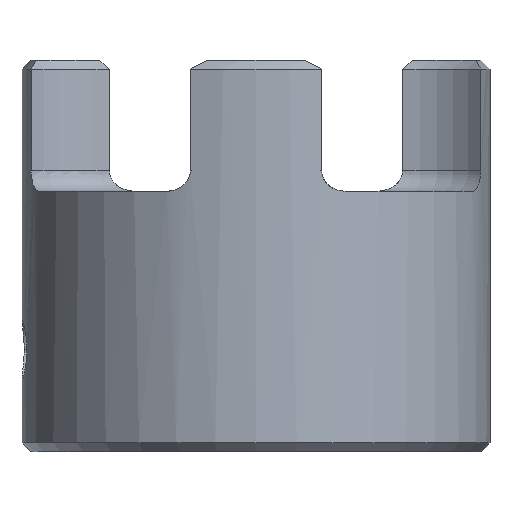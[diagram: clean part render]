
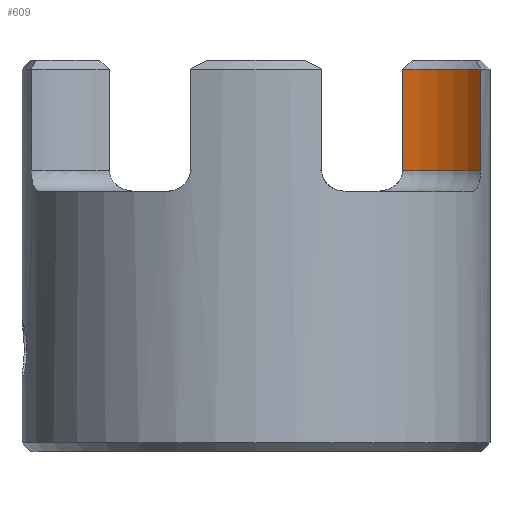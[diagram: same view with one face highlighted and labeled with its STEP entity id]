
A CAD part, front view. The second image highlights one B-rep face of the part: STEP entity #609.
In plain terms, the highlighted cylindrical face has radius 13.259 mm (diameter 26.518 mm), a partial arc.
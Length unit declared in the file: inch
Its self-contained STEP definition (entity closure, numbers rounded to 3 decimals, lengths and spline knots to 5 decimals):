
#112 = CARTESIAN_POINT ( 'NONE',  ( 0.636, -0.636, 1.29875 ) ) ;
#113 = DIRECTION ( 'NONE',  ( 0., 0., -1. ) ) ;
#116 = DIRECTION ( 'NONE',  ( 0., 0., -1. ) ) ;
#194 = CARTESIAN_POINT ( 'NONE',  ( 0.6772, -0.11563, 1.29875 ) ) ;
#222 = CARTESIAN_POINT ( 'NONE',  ( 0.636, -0.636, 1.81 ) ) ;
#267 = LINE ( 'NONE', #3033, #2796 ) ;
#339 = VERTEX_POINT ( 'NONE', #2035 ) ;
#348 = DIRECTION ( 'NONE',  ( 1., 0., 0. ) ) ;
#349 = CARTESIAN_POINT ( 'NONE',  ( 1.03891, -0.30411, 1.77 ) ) ;
#454 = EDGE_CURVE ( 'NONE', #2617, #2898, #1196, .T. ) ;
#493 = VECTOR ( 'NONE', #113, 39.37008 ) ;
#609 = ADVANCED_FACE ( 'NONE', ( #2966 ), #1551, .F. ) ;
#781 = AXIS2_PLACEMENT_3D ( 'NONE', #1268, #2948, #1525 ) ;
#898 = ORIENTED_EDGE ( 'NONE', *, *, #454, .T. ) ;
#962 = DIRECTION ( 'NONE',  ( -1., 0., 0. ) ) ;
#1193 = EDGE_CURVE ( 'NONE', #2918, #339, #1858, .T. ) ;
#1196 = CIRCLE ( 'NONE', #1248, 0.522 ) ;
#1248 = AXIS2_PLACEMENT_3D ( 'NONE', #112, #1840, #348 ) ;
#1268 = CARTESIAN_POINT ( 'NONE',  ( 0.636, -0.636, 1.77 ) ) ;
#1356 = ORIENTED_EDGE ( 'NONE', *, *, #1727, .F. ) ;
#1358 = CARTESIAN_POINT ( 'NONE',  ( 0.6772, -0.11563, 1.81 ) ) ;
#1458 = DIRECTION ( 'NONE',  ( 0., 0., -1. ) ) ;
#1510 = ORIENTED_EDGE ( 'NONE', *, *, #2834, .T. ) ;
#1525 = DIRECTION ( 'NONE',  ( 1., 0., 0. ) ) ;
#1551 = CYLINDRICAL_SURFACE ( 'NONE', #2852, 0.522 ) ;
#1727 = EDGE_CURVE ( 'NONE', #2918, #2898, #267, .T. ) ;
#1840 = DIRECTION ( 'NONE',  ( 0., 0., -1. ) ) ;
#1858 = CIRCLE ( 'NONE', #781, 0.522 ) ;
#1881 = LINE ( 'NONE', #1358, #493 ) ;
#2035 = CARTESIAN_POINT ( 'NONE',  ( 0.6772, -0.11563, 1.77 ) ) ;
#2581 = CARTESIAN_POINT ( 'NONE',  ( 1.03891, -0.30411, 1.29875 ) ) ;
#2617 = VERTEX_POINT ( 'NONE', #194 ) ;
#2796 = VECTOR ( 'NONE', #116, 39.37008 ) ;
#2834 = EDGE_CURVE ( 'NONE', #339, #2617, #1881, .T. ) ;
#2852 = AXIS2_PLACEMENT_3D ( 'NONE', #222, #1458, #962 ) ;
#2898 = VERTEX_POINT ( 'NONE', #2581 ) ;
#2918 = VERTEX_POINT ( 'NONE', #349 ) ;
#2948 = DIRECTION ( 'NONE',  ( 0., 0., 1. ) ) ;
#2966 = FACE_OUTER_BOUND ( 'NONE', #3120, .T. ) ;
#3033 = CARTESIAN_POINT ( 'NONE',  ( 1.03891, -0.30411, 1.81 ) ) ;
#3057 = ORIENTED_EDGE ( 'NONE', *, *, #1193, .T. ) ;
#3120 = EDGE_LOOP ( 'NONE', ( #1356, #3057, #1510, #898 ) ) ;
